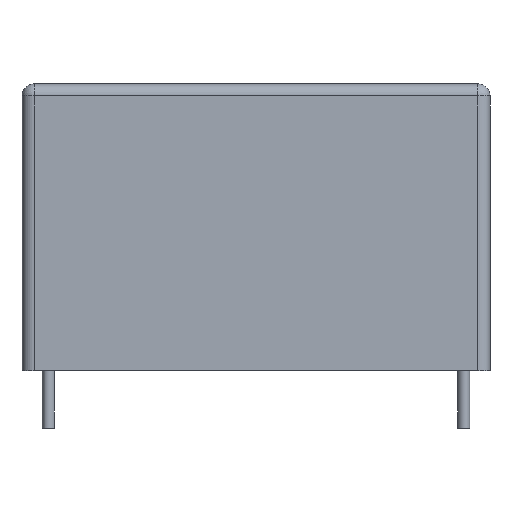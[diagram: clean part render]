
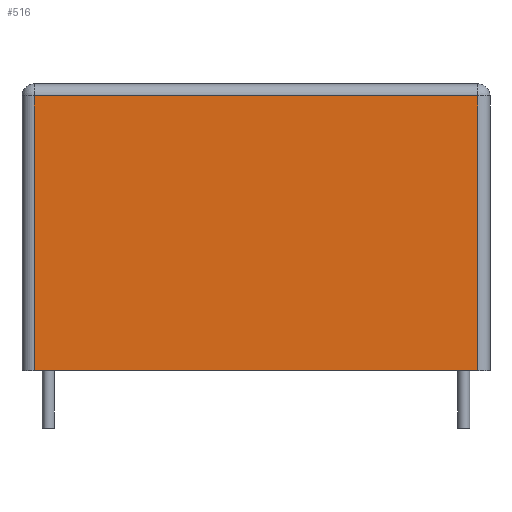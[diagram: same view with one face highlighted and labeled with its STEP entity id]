
A CAD part, front view. The second image highlights one B-rep face of the part: STEP entity #516.
In plain terms, the highlighted free-form (B-spline) face has degree [1, 1] with [2, 2] control points.
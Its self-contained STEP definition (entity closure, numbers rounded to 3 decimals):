
#72=CARTESIAN_POINT('',(14.7,-4.5,18.2));
#73=VERTEX_POINT('',#72);
#194=CARTESIAN_POINT('',(-14.7,-4.5,18.2));
#195=VERTEX_POINT('',#194);
#230=CARTESIAN_POINT('',(-14.7,-4.5,18.2));
#231=DIRECTION('',(1.0,0.0,0.0));
#232=VECTOR('',#231,29.4);
#233=LINE('',#230,#232);
#234=EDGE_CURVE('',#195,#73,#233,.T.);
#364=CARTESIAN_POINT('',(-14.7,-4.5,0.0));
#365=VERTEX_POINT('',#364);
#373=CARTESIAN_POINT('',(-14.7,-4.5,0.0));
#374=DIRECTION('',(0.0,0.0,1.0));
#375=VECTOR('',#374,18.2);
#376=LINE('',#373,#375);
#377=EDGE_CURVE('',#365,#195,#376,.T.);
#394=CARTESIAN_POINT('',(14.7,-4.5,0.0));
#395=VERTEX_POINT('',#394);
#412=CARTESIAN_POINT('',(14.7,-4.5,18.2));
#413=DIRECTION('',(0.0,0.0,-1.0));
#414=VECTOR('',#413,18.2);
#415=LINE('',#412,#414);
#416=EDGE_CURVE('',#73,#395,#415,.T.);
#477=CARTESIAN_POINT('',(-14.7,-4.5,0.0));
#478=DIRECTION('',(1.0,0.0,0.0));
#479=VECTOR('',#478,29.4);
#480=LINE('',#477,#479);
#481=EDGE_CURVE('',#365,#395,#480,.T.);
#505=CARTESIAN_POINT('',(14.7,-4.5,18.2));
#506=CARTESIAN_POINT('',(14.7,-4.5,0.0));
#507=CARTESIAN_POINT('',(-14.7,-4.5,18.2));
#508=CARTESIAN_POINT('',(-14.7,-4.5,0.0));
#509=B_SPLINE_SURFACE_WITH_KNOTS('',1,1,((#505,#507),(#506,#508)),.UNSPECIFIED.,.F.,.F.,.U.,(2,2),(2,2),(0.0,18.2),(0.0,29.4),.UNSPECIFIED.);
#510=ORIENTED_EDGE('',*,*,#377,.F.);
#511=ORIENTED_EDGE('',*,*,#481,.T.);
#512=ORIENTED_EDGE('',*,*,#416,.F.);
#513=ORIENTED_EDGE('',*,*,#234,.F.);
#514=EDGE_LOOP('',(#510,#511,#512,#513));
#515=FACE_OUTER_BOUND('',#514,.T.);
#516=ADVANCED_FACE('',(#515),#509,.F.);
